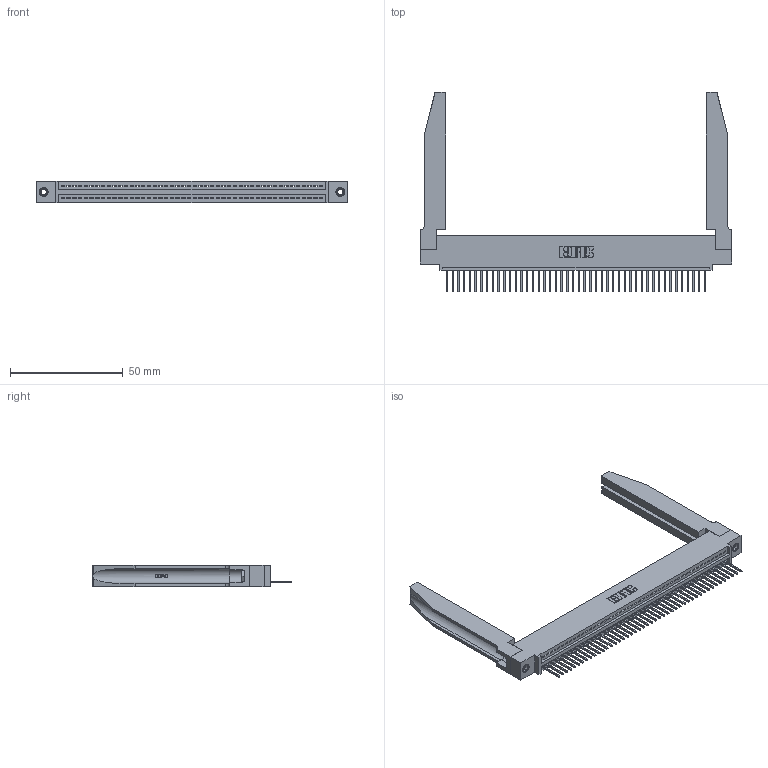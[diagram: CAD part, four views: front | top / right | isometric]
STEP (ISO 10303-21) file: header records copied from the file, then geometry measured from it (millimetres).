
FILE_DESCRIPTION (( 'STEP AP203' ), '1' );
FILE_NAME ('395-046-523-478.STEP', '2019-10-22T20:37:46', ( '' ), ( '' ), 'SwSTEP 2.0', 'SolidWorks 2016', '' );
FILE_SCHEMA (( 'CONFIG_CONTROL_DESIGN' ));
Length unit declared in the file: inch
Products named in the file (5): 345-220-078_345-220-078; 345 Part_0.110 Offset - 0.156 Dia-TH; 345-250-001_345-250-001-102; 345-292-001_345-293-123; 395-046-523-478
Assembly tree (51 placements, depth 2):
  395-046-523-478
    345 Part_0.110 Offset - 0.156 Dia-TH
    345-292-001_345-293-123  x46
    345-250-001_345-250-001-102  x2
    345-220-078_345-220-078  x2
Bounding box: 138.07 x 88.57 x 9.4 mm (x, y, z)
Volume: 20826.5 mm3; surface area: 24382.3 mm2
Topology: 51 solids, 51 shells, 3032 faces, 9057 edges, 5966 vertices
Faces by surface type: plane 2066, cylinder 914, bspline 36, cone 12, torus 4
Entity records: 38972 total; most frequent: CARTESIAN_POINT 7649, ORIENTED_EDGE 6526, DIRECTION 5681, EDGE_CURVE 3263, VECTOR 2853, LINE 2853, VERTEX_POINT 2168, AXIS2_PLACEMENT_3D 1414
